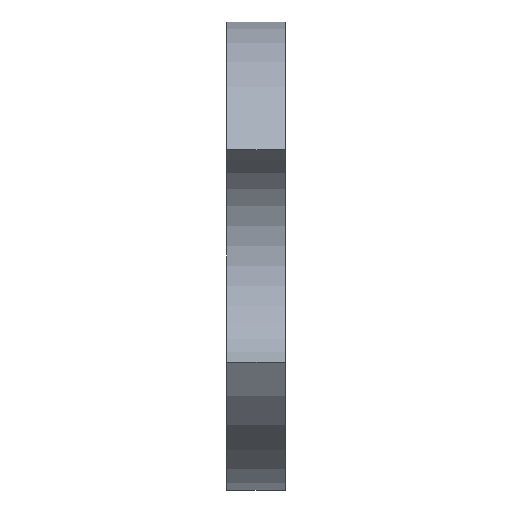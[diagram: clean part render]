
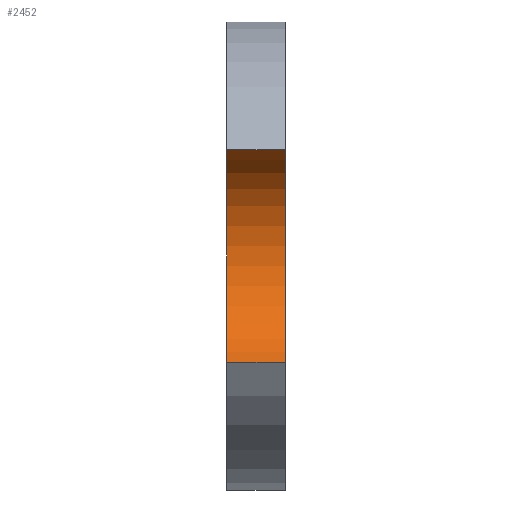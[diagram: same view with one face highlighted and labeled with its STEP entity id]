
A CAD part, left-side view. The second image highlights one B-rep face of the part: STEP entity #2452.
In plain terms, the highlighted cylindrical face has radius 12.711 mm (diameter 25.422 mm), a partial arc.
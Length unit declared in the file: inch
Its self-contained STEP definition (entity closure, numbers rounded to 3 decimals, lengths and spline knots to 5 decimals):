
#19=CARTESIAN_POINT('',(-3.52688,0.,0.));
#20=DIRECTION('',(0.,-1.,0.));
#21=DIRECTION('',(0.424,0.,-0.905));
#22=AXIS2_PLACEMENT_3D('',#19,#20,#21);
#551=CARTESIAN_POINT('',(-3.52688,0.25,0.));
#552=DIRECTION('',(0.,-1.,0.));
#553=DIRECTION('',(0.424,0.,-0.905));
#554=AXIS2_PLACEMENT_3D('',#551,#552,#553);
#617=DIRECTION('',(0.,1.,0.));
#618=VECTOR('',#617,0.25);
#619=CARTESIAN_POINT('',(-3.31446,0.,0.4531));
#620=LINE('',#619,#618);
#621=DIRECTION('',(0.,1.,0.));
#622=VECTOR('',#621,0.25);
#623=CARTESIAN_POINT('',(-3.31446,0.,-0.4531));
#624=LINE('',#623,#622);
#1462=CARTESIAN_POINT('',(-3.31446,0.,-0.4531));
#1464=VERTEX_POINT('',#1462);
#1465=CARTESIAN_POINT('',(-3.31446,0.,0.4531));
#1466=VERTEX_POINT('',#1465);
#1478=CARTESIAN_POINT('',(-3.31446,0.25,-0.4531));
#1480=VERTEX_POINT('',#1478);
#1481=CARTESIAN_POINT('',(-3.31446,0.25,0.4531));
#1482=VERTEX_POINT('',#1481);
#2440=CARTESIAN_POINT('',(-3.52688,0.,0.));
#2441=DIRECTION('',(0.,1.,0.));
#2442=DIRECTION('',(1.,0.,0.));
#2443=AXIS2_PLACEMENT_3D('',#2440,#2441,#2442);
#2444=CYLINDRICAL_SURFACE('',#2443,0.50043);
#2445=ORIENTED_EDGE('',*,*,#1958,.F.);
#2447=ORIENTED_EDGE('',*,*,#2446,.T.);
#2448=ORIENTED_EDGE('',*,*,#2314,.T.);
#2449=ORIENTED_EDGE('',*,*,#2433,.F.);
#2450=EDGE_LOOP('',(#2445,#2447,#2448,#2449));
#2451=FACE_OUTER_BOUND('',#2450,.F.);
#2452=ADVANCED_FACE('',(#2451),#2444,.F.);
#23=CIRCLE('',#22,0.50043);
#555=CIRCLE('',#554,0.50043);
#1958=EDGE_CURVE('',#1464,#1466,#23,.T.);
#2314=EDGE_CURVE('',#1480,#1482,#555,.T.);
#2433=EDGE_CURVE('',#1466,#1482,#620,.T.);
#2446=EDGE_CURVE('',#1464,#1480,#624,.T.);
